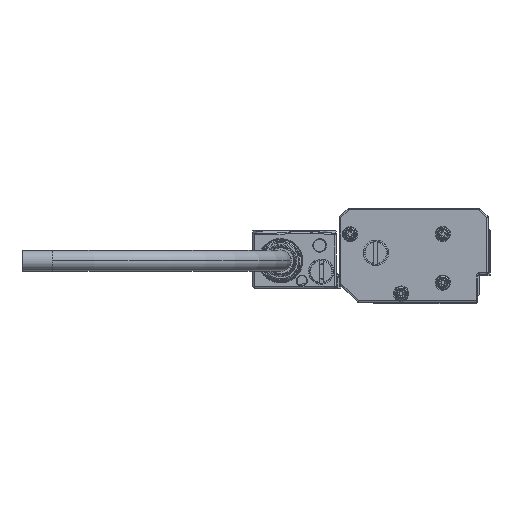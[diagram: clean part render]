
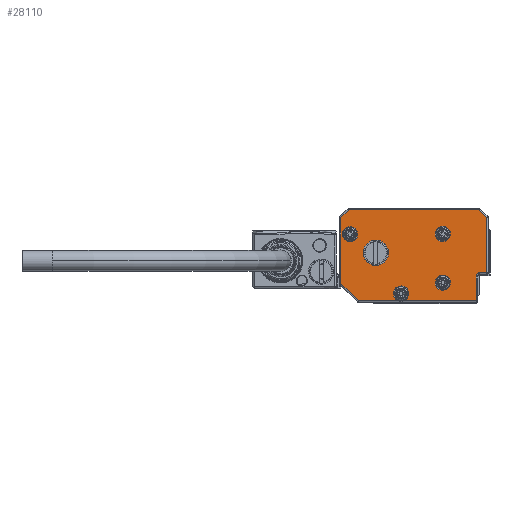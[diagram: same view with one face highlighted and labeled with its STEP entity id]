
A CAD part, left-side view. The second image highlights one B-rep face of the part: STEP entity #28110.
In plain terms, the highlighted planar face has unit normal (-1, 0, 0).
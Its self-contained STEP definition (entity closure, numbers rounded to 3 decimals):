
#27904=AXIS2_PLACEMENT_3D('Circle Axis2P3D',#27902,#27903,$) ;
#27932=AXIS2_PLACEMENT_3D('Circle Axis2P3D',#27930,#27931,$) ;
#27947=AXIS2_PLACEMENT_3D('Plane Axis2P3D',#27944,#27945,#27946) ;
#27951=AXIS2_PLACEMENT_3D('Circle Axis2P3D',#27949,#27950,$) ;
#27958=AXIS2_PLACEMENT_3D('Circle Axis2P3D',#27956,#27957,$) ;
#27965=AXIS2_PLACEMENT_3D('Circle Axis2P3D',#27963,#27964,$) ;
#27977=AXIS2_PLACEMENT_3D('Circle Axis2P3D',#27975,#27976,$) ;
#28040=AXIS2_PLACEMENT_3D('Circle Axis2P3D',#28038,#28039,$) ;
#28049=AXIS2_PLACEMENT_3D('Circle Axis2P3D',#28047,#28048,$) ;
#28058=AXIS2_PLACEMENT_3D('Circle Axis2P3D',#28056,#28057,$) ;
#28067=AXIS2_PLACEMENT_3D('Circle Axis2P3D',#28065,#28066,$) ;
#28076=AXIS2_PLACEMENT_3D('Circle Axis2P3D',#28074,#28075,$) ;
#28085=AXIS2_PLACEMENT_3D('Circle Axis2P3D',#28083,#28084,$) ;
#28094=AXIS2_PLACEMENT_3D('Circle Axis2P3D',#28092,#28093,$) ;
#28103=AXIS2_PLACEMENT_3D('Circle Axis2P3D',#28101,#28102,$) ;
#24282=CARTESIAN_POINT('Vertex',(-373.,8.4,-1.)) ;
#24284=CARTESIAN_POINT('Vertex',(-373.,7.,-1.)) ;
#24287=CARTESIAN_POINT('Line Origine',(-373.,3.5,-1.)) ;
#24291=CARTESIAN_POINT('Vertex',(-373.,21.793,-1.)) ;
#24303=CARTESIAN_POINT('Vertex',(-373.,-17.,-1.)) ;
#24306=CARTESIAN_POINT('Line Origine',(-373.,3.5,-1.)) ;
#25454=CARTESIAN_POINT('Line Origine',(-373.,27.5,14.)) ;
#25458=CARTESIAN_POINT('Vertex',(-373.,27.5,4.707)) ;
#25460=CARTESIAN_POINT('Vertex',(-373.,27.5,26.293)) ;
#27902=CARTESIAN_POINT('Axis2P3D Location',(-373.,7.7,1.4)) ;
#27906=CARTESIAN_POINT('Vertex',(-373.,5.2,1.4)) ;
#27927=CARTESIAN_POINT('Vertex',(-373.,9.894,0.201)) ;
#27930=CARTESIAN_POINT('Axis2P3D Location',(-373.,7.7,1.4)) ;
#27944=CARTESIAN_POINT('Axis2P3D Location',(-373.,-21.5,13.5)) ;
#27949=CARTESIAN_POINT('Axis2P3D Location',(-373.,7.7,1.4)) ;
#27953=CARTESIAN_POINT('Vertex',(-373.,10.2,1.4)) ;
#27956=CARTESIAN_POINT('Axis2P3D Location',(-373.,7.7,1.4)) ;
#27960=CARTESIAN_POINT('Vertex',(-373.,5.506,2.599)) ;
#27963=CARTESIAN_POINT('Axis2P3D Location',(-373.,7.7,1.4)) ;
#27968=CARTESIAN_POINT('Line Origine',(-373.,-17.,3.1)) ;
#27972=CARTESIAN_POINT('Vertex',(-373.,-17.,7.2)) ;
#27975=CARTESIAN_POINT('Axis2P3D Location',(-373.,-18.,7.2)) ;
#27979=CARTESIAN_POINT('Vertex',(-373.,-18.,8.2)) ;
#27982=CARTESIAN_POINT('Line Origine',(-373.,-19.25,8.2)) ;
#27986=CARTESIAN_POINT('Vertex',(-373.,-20.5,8.2)) ;
#27989=CARTESIAN_POINT('Line Origine',(-373.,-20.5,17.246)) ;
#27993=CARTESIAN_POINT('Vertex',(-373.,-20.5,26.293)) ;
#27996=CARTESIAN_POINT('Line Origine',(-373.,-19.146,27.646)) ;
#28000=CARTESIAN_POINT('Vertex',(-373.,-17.793,29.)) ;
#28003=CARTESIAN_POINT('Line Origine',(-373.,3.5,29.)) ;
#28007=CARTESIAN_POINT('Vertex',(-373.,24.793,29.)) ;
#28010=CARTESIAN_POINT('Line Origine',(-373.,26.146,27.646)) ;
#28015=CARTESIAN_POINT('Line Origine',(-373.,24.646,1.854)) ;
#28038=CARTESIAN_POINT('Axis2P3D Location',(-373.,-6.,5.)) ;
#28042=CARTESIAN_POINT('Vertex',(-373.,-3.806,3.801)) ;
#28044=CARTESIAN_POINT('Vertex',(-373.,-8.194,6.199)) ;
#28047=CARTESIAN_POINT('Axis2P3D Location',(-373.,-6.,5.)) ;
#28056=CARTESIAN_POINT('Axis2P3D Location',(-373.,16.,14.8)) ;
#28060=CARTESIAN_POINT('Vertex',(-373.,11.85,14.8)) ;
#28062=CARTESIAN_POINT('Vertex',(-373.,20.15,14.8)) ;
#28065=CARTESIAN_POINT('Axis2P3D Location',(-373.,16.,14.8)) ;
#28074=CARTESIAN_POINT('Axis2P3D Location',(-373.,-6.,21.)) ;
#28078=CARTESIAN_POINT('Vertex',(-373.,-8.194,22.199)) ;
#28080=CARTESIAN_POINT('Vertex',(-373.,-3.806,19.801)) ;
#28083=CARTESIAN_POINT('Axis2P3D Location',(-373.,-6.,21.)) ;
#28092=CARTESIAN_POINT('Axis2P3D Location',(-373.,24.5,20.9)) ;
#28096=CARTESIAN_POINT('Vertex',(-373.,22.306,22.099)) ;
#28098=CARTESIAN_POINT('Vertex',(-373.,26.694,19.701)) ;
#28101=CARTESIAN_POINT('Axis2P3D Location',(-373.,24.5,20.9)) ;
#24288=DIRECTION('Vector Direction',(0.,1.,0.)) ;
#24307=DIRECTION('Vector Direction',(0.,1.,0.)) ;
#25455=DIRECTION('Vector Direction',(0.,0.,1.)) ;
#27903=DIRECTION('Axis2P3D Direction',(-1.,0.,0.)) ;
#27931=DIRECTION('Axis2P3D Direction',(-1.,0.,0.)) ;
#27945=DIRECTION('Axis2P3D Direction',(1.,0.,0.)) ;
#27946=DIRECTION('Axis2P3D XDirection',(0.,1.,0.)) ;
#27950=DIRECTION('Axis2P3D Direction',(1.,0.,0.)) ;
#27957=DIRECTION('Axis2P3D Direction',(1.,0.,0.)) ;
#27964=DIRECTION('Axis2P3D Direction',(1.,0.,0.)) ;
#27969=DIRECTION('Vector Direction',(0.,0.,1.)) ;
#27976=DIRECTION('Axis2P3D Direction',(1.,0.,0.)) ;
#27983=DIRECTION('Vector Direction',(0.,-1.,0.)) ;
#27990=DIRECTION('Vector Direction',(0.,0.,1.)) ;
#27997=DIRECTION('Vector Direction',(0.,-0.707,-0.707)) ;
#28004=DIRECTION('Vector Direction',(0.,1.,0.)) ;
#28011=DIRECTION('Vector Direction',(0.,0.707,-0.707)) ;
#28016=DIRECTION('Vector Direction',(0.,-0.707,-0.707)) ;
#28039=DIRECTION('Axis2P3D Direction',(1.,0.,0.)) ;
#28048=DIRECTION('Axis2P3D Direction',(1.,0.,0.)) ;
#28057=DIRECTION('Axis2P3D Direction',(1.,0.,0.)) ;
#28066=DIRECTION('Axis2P3D Direction',(1.,0.,0.)) ;
#28075=DIRECTION('Axis2P3D Direction',(1.,0.,0.)) ;
#28084=DIRECTION('Axis2P3D Direction',(1.,0.,0.)) ;
#28093=DIRECTION('Axis2P3D Direction',(1.,0.,0.)) ;
#28102=DIRECTION('Axis2P3D Direction',(1.,0.,0.)) ;
#24289=VECTOR('Line Direction',#24288,1.) ;
#24308=VECTOR('Line Direction',#24307,1.) ;
#25456=VECTOR('Line Direction',#25455,1.) ;
#27970=VECTOR('Line Direction',#27969,1.) ;
#27984=VECTOR('Line Direction',#27983,1.) ;
#27991=VECTOR('Line Direction',#27990,1.) ;
#27998=VECTOR('Line Direction',#27997,1.) ;
#28005=VECTOR('Line Direction',#28004,1.) ;
#28012=VECTOR('Line Direction',#28011,1.) ;
#28017=VECTOR('Line Direction',#28016,1.) ;
#28021=ORIENTED_EDGE('',*,*,#27934,.T.) ;
#28022=ORIENTED_EDGE('',*,*,#27955,.T.) ;
#28023=ORIENTED_EDGE('',*,*,#27962,.T.) ;
#28024=ORIENTED_EDGE('',*,*,#27967,.T.) ;
#28025=ORIENTED_EDGE('',*,*,#27908,.T.) ;
#28026=ORIENTED_EDGE('',*,*,#24310,.F.) ;
#28027=ORIENTED_EDGE('',*,*,#27974,.F.) ;
#28028=ORIENTED_EDGE('',*,*,#27981,.F.) ;
#28029=ORIENTED_EDGE('',*,*,#27988,.F.) ;
#28030=ORIENTED_EDGE('',*,*,#27995,.F.) ;
#28031=ORIENTED_EDGE('',*,*,#28002,.F.) ;
#28032=ORIENTED_EDGE('',*,*,#28009,.F.) ;
#28033=ORIENTED_EDGE('',*,*,#28014,.F.) ;
#28034=ORIENTED_EDGE('',*,*,#25462,.F.) ;
#28035=ORIENTED_EDGE('',*,*,#28019,.F.) ;
#28036=ORIENTED_EDGE('',*,*,#24293,.F.) ;
#28053=ORIENTED_EDGE('',*,*,#28046,.T.) ;
#28054=ORIENTED_EDGE('',*,*,#28051,.T.) ;
#28071=ORIENTED_EDGE('',*,*,#28064,.T.) ;
#28072=ORIENTED_EDGE('',*,*,#28069,.T.) ;
#28089=ORIENTED_EDGE('',*,*,#28082,.T.) ;
#28090=ORIENTED_EDGE('',*,*,#28087,.T.) ;
#28107=ORIENTED_EDGE('',*,*,#28100,.T.) ;
#28108=ORIENTED_EDGE('',*,*,#28105,.T.) ;
#28055=FACE_BOUND('',#28052,.T.) ;
#28073=FACE_BOUND('',#28070,.T.) ;
#28091=FACE_BOUND('',#28088,.T.) ;
#28109=FACE_BOUND('',#28106,.T.) ;
#28110=ADVANCED_FACE('Brep With Voids',(#28037,#28055,#28073,#28091,#28109),#27948,.F.) ;
#27905=CIRCLE('generated circle',#27904,2.5) ;
#27933=CIRCLE('generated circle',#27932,2.5) ;
#27952=CIRCLE('generated circle',#27951,2.5) ;
#27959=CIRCLE('generated circle',#27958,2.5) ;
#27966=CIRCLE('generated circle',#27965,2.5) ;
#27978=CIRCLE('generated circle',#27977,1.) ;
#28041=CIRCLE('generated circle',#28040,2.5) ;
#28050=CIRCLE('generated circle',#28049,2.5) ;
#28059=CIRCLE('generated circle',#28058,4.15) ;
#28068=CIRCLE('generated circle',#28067,4.15) ;
#28077=CIRCLE('generated circle',#28076,2.5) ;
#28086=CIRCLE('generated circle',#28085,2.5) ;
#28095=CIRCLE('generated circle',#28094,2.5) ;
#28104=CIRCLE('generated circle',#28103,2.5) ;
#24293=EDGE_CURVE('',#24283,#24292,#24290,.T.) ;
#24310=EDGE_CURVE('',#24304,#24285,#24309,.T.) ;
#25462=EDGE_CURVE('',#25459,#25461,#25457,.T.) ;
#27908=EDGE_CURVE('',#27907,#24285,#27905,.F.) ;
#27934=EDGE_CURVE('',#24283,#27928,#27933,.F.) ;
#27955=EDGE_CURVE('',#27928,#27954,#27952,.T.) ;
#27962=EDGE_CURVE('',#27954,#27961,#27959,.T.) ;
#27967=EDGE_CURVE('',#27961,#27907,#27966,.T.) ;
#27974=EDGE_CURVE('',#27973,#24304,#27971,.F.) ;
#27981=EDGE_CURVE('',#27980,#27973,#27978,.F.) ;
#27988=EDGE_CURVE('',#27987,#27980,#27985,.F.) ;
#27995=EDGE_CURVE('',#27994,#27987,#27992,.F.) ;
#28002=EDGE_CURVE('',#28001,#27994,#27999,.T.) ;
#28009=EDGE_CURVE('',#28008,#28001,#28006,.F.) ;
#28014=EDGE_CURVE('',#25461,#28008,#28013,.F.) ;
#28019=EDGE_CURVE('',#24292,#25459,#28018,.F.) ;
#28046=EDGE_CURVE('',#28043,#28045,#28041,.T.) ;
#28051=EDGE_CURVE('',#28045,#28043,#28050,.T.) ;
#28064=EDGE_CURVE('',#28061,#28063,#28059,.T.) ;
#28069=EDGE_CURVE('',#28063,#28061,#28068,.T.) ;
#28082=EDGE_CURVE('',#28079,#28081,#28077,.T.) ;
#28087=EDGE_CURVE('',#28081,#28079,#28086,.T.) ;
#28100=EDGE_CURVE('',#28097,#28099,#28095,.T.) ;
#28105=EDGE_CURVE('',#28099,#28097,#28104,.T.) ;
#28020=EDGE_LOOP('',(#28021,#28022,#28023,#28024,#28025,#28026,#28027,#28028,#28029,#28030,#28031,#28032,#28033,#28034,#28035,#28036)) ;
#28052=EDGE_LOOP('',(#28053,#28054)) ;
#28070=EDGE_LOOP('',(#28071,#28072)) ;
#28088=EDGE_LOOP('',(#28089,#28090)) ;
#28106=EDGE_LOOP('',(#28107,#28108)) ;
#28037=FACE_OUTER_BOUND('',#28020,.T.) ;
#24290=LINE('Line',#24287,#24289) ;
#24309=LINE('Line',#24306,#24308) ;
#25457=LINE('Line',#25454,#25456) ;
#27971=LINE('Line',#27968,#27970) ;
#27985=LINE('Line',#27982,#27984) ;
#27992=LINE('Line',#27989,#27991) ;
#27999=LINE('Line',#27996,#27998) ;
#28006=LINE('Line',#28003,#28005) ;
#28013=LINE('Line',#28010,#28012) ;
#28018=LINE('Line',#28015,#28017) ;
#27948=PLANE('Plane',#27947) ;
#24283=VERTEX_POINT('',#24282) ;
#24285=VERTEX_POINT('',#24284) ;
#24292=VERTEX_POINT('',#24291) ;
#24304=VERTEX_POINT('',#24303) ;
#25459=VERTEX_POINT('',#25458) ;
#25461=VERTEX_POINT('',#25460) ;
#27907=VERTEX_POINT('',#27906) ;
#27928=VERTEX_POINT('',#27927) ;
#27954=VERTEX_POINT('',#27953) ;
#27961=VERTEX_POINT('',#27960) ;
#27973=VERTEX_POINT('',#27972) ;
#27980=VERTEX_POINT('',#27979) ;
#27987=VERTEX_POINT('',#27986) ;
#27994=VERTEX_POINT('',#27993) ;
#28001=VERTEX_POINT('',#28000) ;
#28008=VERTEX_POINT('',#28007) ;
#28043=VERTEX_POINT('',#28042) ;
#28045=VERTEX_POINT('',#28044) ;
#28061=VERTEX_POINT('',#28060) ;
#28063=VERTEX_POINT('',#28062) ;
#28079=VERTEX_POINT('',#28078) ;
#28081=VERTEX_POINT('',#28080) ;
#28097=VERTEX_POINT('',#28096) ;
#28099=VERTEX_POINT('',#28098) ;
